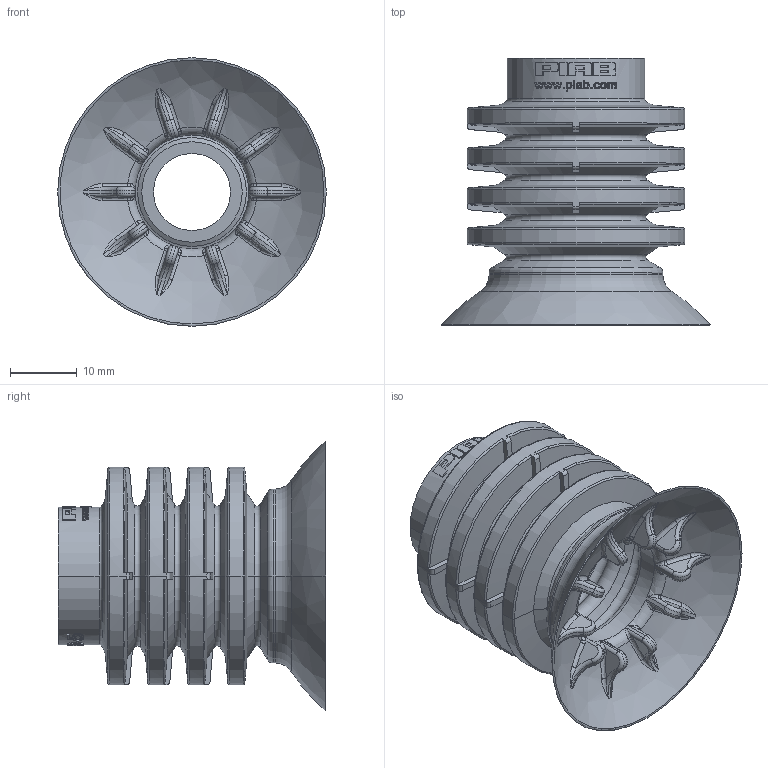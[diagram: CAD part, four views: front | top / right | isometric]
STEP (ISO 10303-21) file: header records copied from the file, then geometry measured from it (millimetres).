
FILE_DESCRIPTION( ( 'Unknown' ), '1' );
FILE_NAME( '0117611.stp', 'Unknown', ( 'Unknown' ), ( 'Unknown' ), 'PSStep 10.0', 'Unknown', ' ' );
FILE_SCHEMA( ( 'automotive_design' ) );
Length unit declared in the file: millimetre
Products named in the file (1): 1
Bounding box: 40.14 x 39.91 x 40.14 mm (x, y, z)
Volume: 9728 mm3; surface area: 11618 mm2
Topology: 1 solids, 1 shells, 667 faces, 1693 edges, 1024 vertices
Faces by surface type: plane 200, bspline 198, cylinder 112, torus 94, cone 51, sphere 12
Full cylindrical faces by diameter (mm): 11.5 x1, 17 x1, 26 x1
Entity records: 38550 total; most frequent: CARTESIAN_POINT 19913, ORIENTED_EDGE 3214, DIRECTION 2052, EDGE_CURVE 1607, VERTEX_POINT 1011, B_SPLINE_CURVE_WITH_KNOTS 974, AXIS2_PLACEMENT_3D 949, EDGE_LOOP 738
